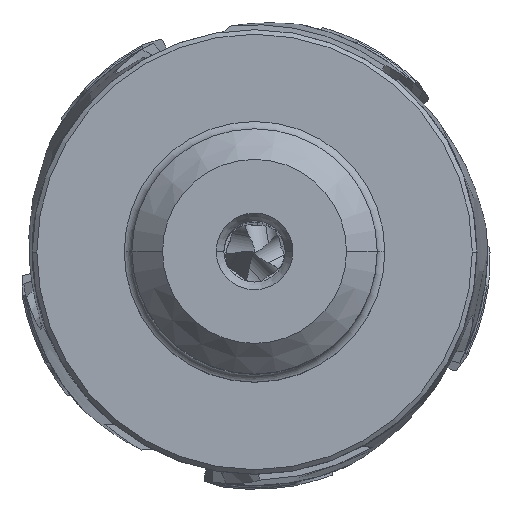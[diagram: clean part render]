
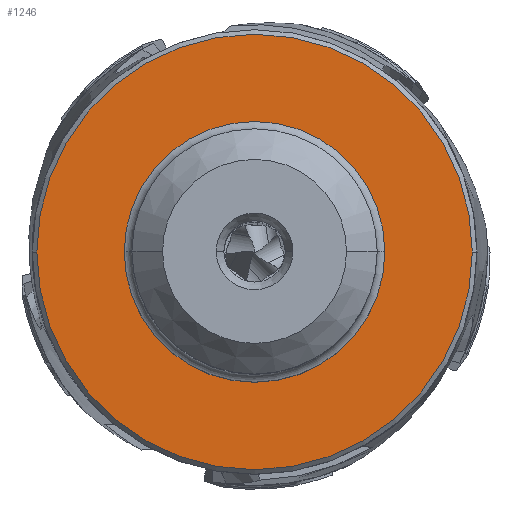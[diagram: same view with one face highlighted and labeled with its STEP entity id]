
A CAD part, top view. The second image highlights one B-rep face of the part: STEP entity #1246.
In plain terms, the highlighted planar face has unit normal (0, 0, 1).
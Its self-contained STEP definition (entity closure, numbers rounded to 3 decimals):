
#118=FACE_BOUND('',#2312,.T.);
#119=FACE_BOUND('',#2313,.T.);
#1246=ADVANCED_FACE('',(#118,#119),#1540,.T.);
#1540=PLANE('',#10026);
#2312=EDGE_LOOP('',(#4919,#4920));
#2313=EDGE_LOOP('',(#4921,#4922));
#2846=CIRCLE('',#10020,14.2);
#2847=CIRCLE('',#10022,14.2);
#2848=CIRCLE('',#10024,8.5);
#2849=CIRCLE('',#10025,8.5);
#4919=ORIENTED_EDGE('',*,*,#7876,.F.);
#4920=ORIENTED_EDGE('',*,*,#7874,.F.);
#4921=ORIENTED_EDGE('',*,*,#7877,.F.);
#4922=ORIENTED_EDGE('',*,*,#7878,.F.);
#6614=VERTEX_POINT('',#19271);
#6615=VERTEX_POINT('',#19273);
#6616=VERTEX_POINT('',#19279);
#6617=VERTEX_POINT('',#19280);
#7874=EDGE_CURVE('',#6614,#6615,#2846,.T.);
#7876=EDGE_CURVE('',#6615,#6614,#2847,.T.);
#7877=EDGE_CURVE('',#6616,#6617,#2848,.T.);
#7878=EDGE_CURVE('',#6617,#6616,#2849,.T.);
#10020=AXIS2_PLACEMENT_3D('',#19272,#11967,#11968);
#10022=AXIS2_PLACEMENT_3D('',#19276,#11972,#11973);
#10024=AXIS2_PLACEMENT_3D('',#19278,#11976,#11977);
#10025=AXIS2_PLACEMENT_3D('',#19281,#11978,#11979);
#10026=AXIS2_PLACEMENT_3D('',#19282,#11980,#11981);
#11967=DIRECTION('',(0.,0.,-1.));
#11968=DIRECTION('',(-1.,0.,0.));
#11972=DIRECTION('',(0.,0.,-1.));
#11973=DIRECTION('',(1.,0.,0.));
#11976=DIRECTION('',(0.,0.,1.));
#11977=DIRECTION('',(1.,0.,0.));
#11978=DIRECTION('',(0.,0.,1.));
#11979=DIRECTION('',(-1.,0.,0.));
#11980=DIRECTION('',(0.,0.,1.));
#11981=DIRECTION('',(1.,0.,0.));
#19271=CARTESIAN_POINT('',(-14.2,0.,0.));
#19272=CARTESIAN_POINT('',(0.,0.,0.));
#19273=CARTESIAN_POINT('',(14.2,0.,0.));
#19276=CARTESIAN_POINT('',(0.,0.,0.));
#19278=CARTESIAN_POINT('',(0.,0.,0.));
#19279=CARTESIAN_POINT('',(8.5,0.,0.));
#19280=CARTESIAN_POINT('',(-8.5,0.,0.));
#19281=CARTESIAN_POINT('',(0.,0.,0.));
#19282=CARTESIAN_POINT('',(0.,0.,0.));
